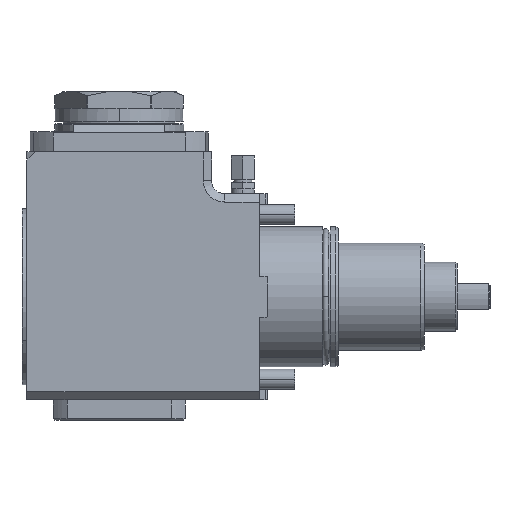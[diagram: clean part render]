
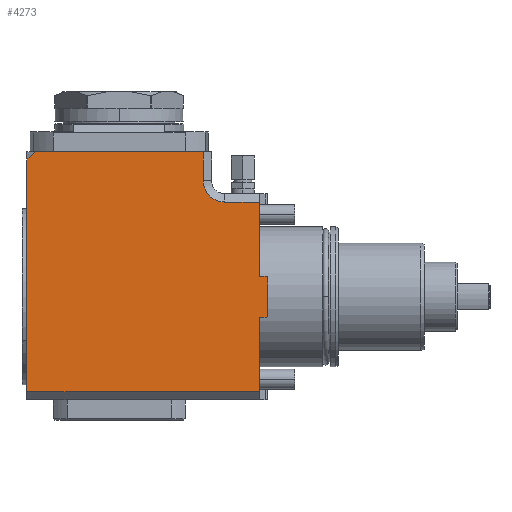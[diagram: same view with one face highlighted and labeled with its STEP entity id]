
A CAD part, front view. The second image highlights one B-rep face of the part: STEP entity #4273.
In plain terms, the highlighted planar face has unit normal (0, -1, 0).
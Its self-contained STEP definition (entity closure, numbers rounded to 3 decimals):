
#536=DIRECTION('',(0.,0.,-1.));
#537=VECTOR('',#536,45.);
#538=CARTESIAN_POINT('',(0.,-62.5,57.5));
#539=LINE('',#538,#537);
#540=DIRECTION('',(1.,0.,0.));
#541=VECTOR('',#540,3.5);
#542=CARTESIAN_POINT('',(0.,-62.5,12.5));
#543=LINE('',#542,#541);
#544=DIRECTION('',(-0.966,0.,0.259));
#545=VECTOR('',#544,1.553);
#546=CARTESIAN_POINT('',(5.,-62.5,12.098));
#547=LINE('',#546,#545);
#548=DIRECTION('',(0.966,0.,0.259));
#549=VECTOR('',#548,1.553);
#550=CARTESIAN_POINT('',(3.5,-62.5,-12.5));
#551=LINE('',#550,#549);
#552=DIRECTION('',(0.,0.,-1.));
#553=VECTOR('',#552,45.);
#554=CARTESIAN_POINT('',(0.,-62.5,-12.5));
#555=LINE('',#554,#553);
#556=DIRECTION('',(1.,0.,0.));
#557=VECTOR('',#556,141.);
#558=CARTESIAN_POINT('',(-141.,-62.5,-57.5));
#559=LINE('',#558,#557);
#560=DIRECTION('',(0.,0.,1.));
#561=VECTOR('',#560,140.5);
#562=CARTESIAN_POINT('',(-141.,-62.5,-57.5));
#563=LINE('',#562,#561);
#564=DIRECTION('',(-0.707,0.,-0.707));
#565=VECTOR('',#564,7.071);
#566=CARTESIAN_POINT('',(-136.,-62.5,88.));
#567=LINE('',#566,#565);
#568=DIRECTION('',(1.,0.,0.));
#569=VECTOR('',#568,102.);
#570=CARTESIAN_POINT('',(-136.,-62.5,88.));
#571=LINE('',#570,#569);
#572=DIRECTION('',(0.,0.,1.));
#573=VECTOR('',#572,17.5);
#574=CARTESIAN_POINT('',(-34.,-62.5,70.5));
#575=LINE('',#574,#573);
#576=CARTESIAN_POINT('',(-21.,-62.5,70.5));
#577=DIRECTION('',(0.,1.,0.));
#578=DIRECTION('',(0.,0.,-1.));
#579=AXIS2_PLACEMENT_3D('',#576,#577,#578);
#581=DIRECTION('',(-1.,0.,0.));
#582=VECTOR('',#581,21.);
#583=CARTESIAN_POINT('',(0.,-62.5,57.5));
#584=LINE('',#583,#582);
#609=DIRECTION('',(1.,0.,0.));
#610=VECTOR('',#609,3.5);
#611=CARTESIAN_POINT('',(0.,-62.5,-12.5));
#612=LINE('',#611,#610);
#625=DIRECTION('',(0.,0.,-1.));
#626=VECTOR('',#625,24.196);
#627=CARTESIAN_POINT('',(5.,-62.5,12.098));
#628=LINE('',#627,#626);
#2793=CARTESIAN_POINT('',(0.,-62.5,-57.5));
#2795=VERTEX_POINT('',#2793);
#2799=CARTESIAN_POINT('',(-141.,-62.5,-57.5));
#2800=VERTEX_POINT('',#2799);
#2813=CARTESIAN_POINT('',(0.,-62.5,57.5));
#2814=VERTEX_POINT('',#2813);
#2815=CARTESIAN_POINT('',(-21.,-62.5,
57.5));
#2816=VERTEX_POINT('',#2815);
#2825=CARTESIAN_POINT('',(-34.,-62.5,88.));
#2827=VERTEX_POINT('',#2825);
#2831=CARTESIAN_POINT('',(-34.,-62.5,
70.5));
#2832=VERTEX_POINT('',#2831);
#2833=CARTESIAN_POINT('',(-136.,-62.5,88.));
#2834=CARTESIAN_POINT('',(-141.,-62.5,83.));
#2835=VERTEX_POINT('',#2833);
#2836=VERTEX_POINT('',#2834);
#3343=CARTESIAN_POINT('',(3.5,-62.5,-12.5));
#3344=VERTEX_POINT('',#3343);
#3345=CARTESIAN_POINT('',(5.,-62.5,-12.098));
#3346=VERTEX_POINT('',#3345);
#3347=CARTESIAN_POINT('',(5.,-62.5,12.098));
#3348=CARTESIAN_POINT('',(3.5,-62.5,12.5));
#3349=VERTEX_POINT('',#3347);
#3350=VERTEX_POINT('',#3348);
#3355=CARTESIAN_POINT('',(0.,-62.5,-12.5));
#3357=VERTEX_POINT('',#3355);
#3363=CARTESIAN_POINT('',(0.,-62.5,12.5));
#3365=VERTEX_POINT('',#3363);
#4243=CARTESIAN_POINT('',(0.,-62.5,0.));
#4244=DIRECTION('',(0.,1.,0.));
#4245=DIRECTION('',(0.,0.,-1.));
#4246=AXIS2_PLACEMENT_3D('',#4243,#4244,#4245);
#4247=PLANE('',#4246);
#4248=ORIENTED_EDGE('',*,*,#3691,.T.);
#4250=ORIENTED_EDGE('',*,*,#4249,.T.);
#4252=ORIENTED_EDGE('',*,*,#4251,.F.);
#4254=ORIENTED_EDGE('',*,*,#4253,.T.);
#4256=ORIENTED_EDGE('',*,*,#4255,.F.);
#4258=ORIENTED_EDGE('',*,*,#4257,.F.);
#4259=ORIENTED_EDGE('',*,*,#3679,.T.);
#4260=ORIENTED_EDGE('',*,*,#3868,.F.);
#4261=ORIENTED_EDGE('',*,*,#3884,.T.);
#4263=ORIENTED_EDGE('',*,*,#4262,.F.);
#4265=ORIENTED_EDGE('',*,*,#4264,.T.);
#4267=ORIENTED_EDGE('',*,*,#4266,.F.);
#4269=ORIENTED_EDGE('',*,*,#4268,.F.);
#4270=ORIENTED_EDGE('',*,*,#4236,.F.);
#4271=EDGE_LOOP('',(#4248,#4250,#4252,#4254,#4256,#4258,#4259,#4260,#4261,#4263,
#4265,#4267,#4269,#4270));
#4272=FACE_OUTER_BOUND('',#4271,.F.);
#4273=ADVANCED_FACE('',(#4272),#4247,.F.);
#580=CIRCLE('',#579,13.);
#3679=EDGE_CURVE('',#3357,#2795,#555,.T.);
#3691=EDGE_CURVE('',#2814,#3365,#539,.T.);
#3868=EDGE_CURVE('',#2800,#2795,#559,.T.);
#3884=EDGE_CURVE('',#2800,#2836,#563,.T.);
#4236=EDGE_CURVE('',#2814,#2816,#584,.T.);
#4249=EDGE_CURVE('',#3365,#3350,#543,.T.);
#4251=EDGE_CURVE('',#3349,#3350,#547,.T.);
#4253=EDGE_CURVE('',#3349,#3346,#628,.T.);
#4255=EDGE_CURVE('',#3344,#3346,#551,.T.);
#4257=EDGE_CURVE('',#3357,#3344,#612,.T.);
#4262=EDGE_CURVE('',#2835,#2836,#567,.T.);
#4264=EDGE_CURVE('',#2835,#2827,#571,.T.);
#4266=EDGE_CURVE('',#2832,#2827,#575,.T.);
#4268=EDGE_CURVE('',#2816,#2832,#580,.T.);
